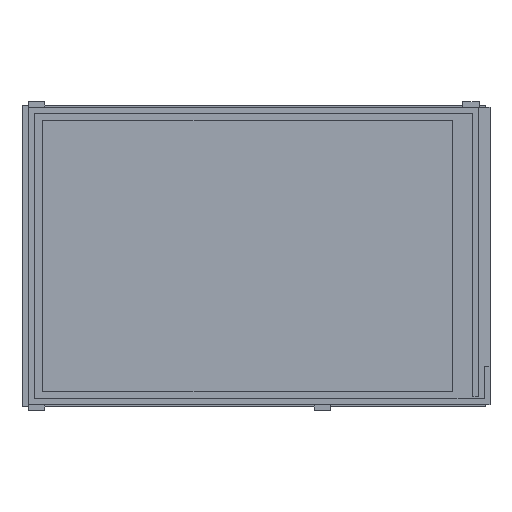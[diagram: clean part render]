
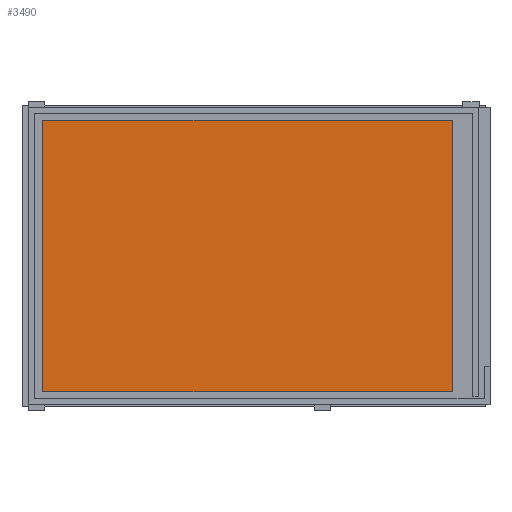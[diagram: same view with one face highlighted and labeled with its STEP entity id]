
A CAD part, top view. The second image highlights one B-rep face of the part: STEP entity #3490.
In plain terms, the highlighted planar face has unit normal (0, 0, 1).
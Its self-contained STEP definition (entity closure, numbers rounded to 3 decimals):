
#3176 = VERTEX_POINT('',#3177);
#3177 = CARTESIAN_POINT('',(43.5,-27.425,6.55));
#3184 = PLANE('',#3185);
#3185 = AXIS2_PLACEMENT_3D('',#3186,#3187,#3188);
#3186 = CARTESIAN_POINT('',(43.5,-27.425,5.3));
#3187 = DIRECTION('',(0.,-1.,0.));
#3188 = DIRECTION('',(-1.,0.,0.));
#3196 = PLANE('',#3197);
#3197 = AXIS2_PLACEMENT_3D('',#3198,#3199,#3200);
#3198 = CARTESIAN_POINT('',(43.5,27.425,5.3));
#3199 = DIRECTION('',(1.,0.,0.));
#3200 = DIRECTION('',(0.,-1.,0.));
#3208 = EDGE_CURVE('',#3176,#3209,#3211,.T.);
#3209 = VERTEX_POINT('',#3210);
#3210 = CARTESIAN_POINT('',(-41.5,-27.425,6.55));
#3211 = SURFACE_CURVE('',#3212,(#3216,#3223),.PCURVE_S1.);
#3212 = LINE('',#3213,#3214);
#3213 = CARTESIAN_POINT('',(43.5,-27.425,6.55));
#3214 = VECTOR('',#3215,1.);
#3215 = DIRECTION('',(-1.,0.,0.));
#3216 = PCURVE('',#3184,#3217);
#3217 = DEFINITIONAL_REPRESENTATION('',(#3218),#3222);
#3218 = LINE('',#3219,#3220);
#3219 = CARTESIAN_POINT('',(0.,-1.25));
#3220 = VECTOR('',#3221,1.);
#3221 = DIRECTION('',(1.,0.));
#3222 = ( GEOMETRIC_REPRESENTATION_CONTEXT(2) 
PARAMETRIC_REPRESENTATION_CONTEXT() REPRESENTATION_CONTEXT('2D SPACE',''
  ) );
#3223 = PCURVE('',#3224,#3229);
#3224 = PLANE('',#3225);
#3225 = AXIS2_PLACEMENT_3D('',#3226,#3227,#3228);
#3226 = CARTESIAN_POINT('',(1.,0.,6.55));
#3227 = DIRECTION('',(0.,0.,-1.));
#3228 = DIRECTION('',(-1.,0.,0.));
#3229 = DEFINITIONAL_REPRESENTATION('',(#3230),#3234);
#3230 = LINE('',#3231,#3232);
#3231 = CARTESIAN_POINT('',(-42.5,-27.425));
#3232 = VECTOR('',#3233,1.);
#3233 = DIRECTION('',(1.,0.));
#3234 = ( GEOMETRIC_REPRESENTATION_CONTEXT(2) 
PARAMETRIC_REPRESENTATION_CONTEXT() REPRESENTATION_CONTEXT('2D SPACE',''
  ) );
#3252 = PLANE('',#3253);
#3253 = AXIS2_PLACEMENT_3D('',#3254,#3255,#3256);
#3254 = CARTESIAN_POINT('',(-41.5,-27.425,5.3));
#3255 = DIRECTION('',(-1.,0.,0.));
#3256 = DIRECTION('',(0.,1.,0.));
#3294 = EDGE_CURVE('',#3209,#3295,#3297,.T.);
#3295 = VERTEX_POINT('',#3296);
#3296 = CARTESIAN_POINT('',(-41.5,27.425,6.55));
#3297 = SURFACE_CURVE('',#3298,(#3302,#3309),.PCURVE_S1.);
#3298 = LINE('',#3299,#3300);
#3299 = CARTESIAN_POINT('',(-41.5,-27.425,6.55));
#3300 = VECTOR('',#3301,1.);
#3301 = DIRECTION('',(0.,1.,0.));
#3302 = PCURVE('',#3252,#3303);
#3303 = DEFINITIONAL_REPRESENTATION('',(#3304),#3308);
#3304 = LINE('',#3305,#3306);
#3305 = CARTESIAN_POINT('',(0.,-1.25));
#3306 = VECTOR('',#3307,1.);
#3307 = DIRECTION('',(1.,0.));
#3308 = ( GEOMETRIC_REPRESENTATION_CONTEXT(2) 
PARAMETRIC_REPRESENTATION_CONTEXT() REPRESENTATION_CONTEXT('2D SPACE',''
  ) );
#3309 = PCURVE('',#3224,#3310);
#3310 = DEFINITIONAL_REPRESENTATION('',(#3311),#3315);
#3311 = LINE('',#3312,#3313);
#3312 = CARTESIAN_POINT('',(42.5,-27.425));
#3313 = VECTOR('',#3314,1.);
#3314 = DIRECTION('',(0.,1.));
#3315 = ( GEOMETRIC_REPRESENTATION_CONTEXT(2) 
PARAMETRIC_REPRESENTATION_CONTEXT() REPRESENTATION_CONTEXT('2D SPACE',''
  ) );
#3333 = PLANE('',#3334);
#3334 = AXIS2_PLACEMENT_3D('',#3335,#3336,#3337);
#3335 = CARTESIAN_POINT('',(-41.5,27.425,5.3));
#3336 = DIRECTION('',(0.,1.,0.));
#3337 = DIRECTION('',(1.,0.,0.));
#3370 = EDGE_CURVE('',#3295,#3371,#3373,.T.);
#3371 = VERTEX_POINT('',#3372);
#3372 = CARTESIAN_POINT('',(43.5,27.425,6.55));
#3373 = SURFACE_CURVE('',#3374,(#3378,#3385),.PCURVE_S1.);
#3374 = LINE('',#3375,#3376);
#3375 = CARTESIAN_POINT('',(-41.5,27.425,6.55));
#3376 = VECTOR('',#3377,1.);
#3377 = DIRECTION('',(1.,0.,0.));
#3378 = PCURVE('',#3333,#3379);
#3379 = DEFINITIONAL_REPRESENTATION('',(#3380),#3384);
#3380 = LINE('',#3381,#3382);
#3381 = CARTESIAN_POINT('',(0.,-1.25));
#3382 = VECTOR('',#3383,1.);
#3383 = DIRECTION('',(1.,0.));
#3384 = ( GEOMETRIC_REPRESENTATION_CONTEXT(2) 
PARAMETRIC_REPRESENTATION_CONTEXT() REPRESENTATION_CONTEXT('2D SPACE',''
  ) );
#3385 = PCURVE('',#3224,#3386);
#3386 = DEFINITIONAL_REPRESENTATION('',(#3387),#3391);
#3387 = LINE('',#3388,#3389);
#3388 = CARTESIAN_POINT('',(42.5,27.425));
#3389 = VECTOR('',#3390,1.);
#3390 = DIRECTION('',(-1.,0.));
#3391 = ( GEOMETRIC_REPRESENTATION_CONTEXT(2) 
PARAMETRIC_REPRESENTATION_CONTEXT() REPRESENTATION_CONTEXT('2D SPACE',''
  ) );
#3441 = EDGE_CURVE('',#3371,#3176,#3442,.T.);
#3442 = SURFACE_CURVE('',#3443,(#3447,#3454),.PCURVE_S1.);
#3443 = LINE('',#3444,#3445);
#3444 = CARTESIAN_POINT('',(43.5,27.425,6.55));
#3445 = VECTOR('',#3446,1.);
#3446 = DIRECTION('',(0.,-1.,0.));
#3447 = PCURVE('',#3196,#3448);
#3448 = DEFINITIONAL_REPRESENTATION('',(#3449),#3453);
#3449 = LINE('',#3450,#3451);
#3450 = CARTESIAN_POINT('',(0.,-1.25));
#3451 = VECTOR('',#3452,1.);
#3452 = DIRECTION('',(1.,0.));
#3453 = ( GEOMETRIC_REPRESENTATION_CONTEXT(2) 
PARAMETRIC_REPRESENTATION_CONTEXT() REPRESENTATION_CONTEXT('2D SPACE',''
  ) );
#3454 = PCURVE('',#3224,#3455);
#3455 = DEFINITIONAL_REPRESENTATION('',(#3456),#3460);
#3456 = LINE('',#3457,#3458);
#3457 = CARTESIAN_POINT('',(-42.5,27.425));
#3458 = VECTOR('',#3459,1.);
#3459 = DIRECTION('',(0.,-1.));
#3460 = ( GEOMETRIC_REPRESENTATION_CONTEXT(2) 
PARAMETRIC_REPRESENTATION_CONTEXT() REPRESENTATION_CONTEXT('2D SPACE',''
  ) );
#3490 = ADVANCED_FACE('',(#3491),#3224,.F.);
#3491 = FACE_BOUND('',#3492,.F.);
#3492 = EDGE_LOOP('',(#3493,#3494,#3495,#3496));
#3493 = ORIENTED_EDGE('',*,*,#3208,.T.);
#3494 = ORIENTED_EDGE('',*,*,#3294,.T.);
#3495 = ORIENTED_EDGE('',*,*,#3370,.T.);
#3496 = ORIENTED_EDGE('',*,*,#3441,.T.);
